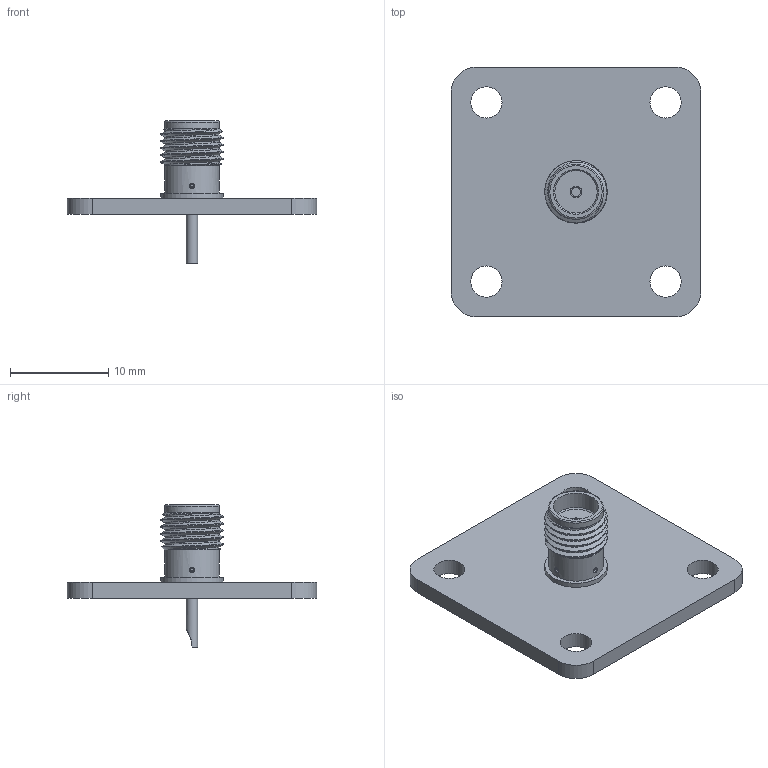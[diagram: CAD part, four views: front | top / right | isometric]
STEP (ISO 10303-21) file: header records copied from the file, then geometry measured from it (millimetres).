
FILE_DESCRIPTION (( 'STEP AP214' ), '1' );
FILE_NAME ('FMCN4372_3D.STEP', '2022-12-30T18:00:42', ( '' ), ( '' ), 'SwSTEP 2.0', 'SolidWorks 2022', '' );
FILE_SCHEMA (( 'AUTOMOTIVE_DESIGN' ));
Length unit declared in the file: inch
Products named in the file (1): FMCN4372_3D
Bounding box: 25.4 x 25.4 x 14.48 mm (x, y, z)
Volume: 1178.6 mm3; surface area: 1695.1 mm2
Topology: 1 solids, 1 shells, 54 faces, 112 edges, 71 vertices
Faces by surface type: cylinder 24, plane 19, cone 7, bspline 3, torus 1
Full cylindrical faces by diameter (mm): 0.554 x4, 0.914 x1, 0.94 x1, 1.168 x1, 1.194 x2, 3.175 x4, 4.318 x1, 4.572 x1, 5.582 x2, 6.35 x1
Entity records: 3252 total; most frequent: CARTESIAN_POINT 2180, DIRECTION 214, ORIENTED_EDGE 166, AXIS2_PLACEMENT_3D 98, EDGE_LOOP 98, EDGE_CURVE 83, FACE_OUTER_BOUND 73, VERTEX_POINT 67
